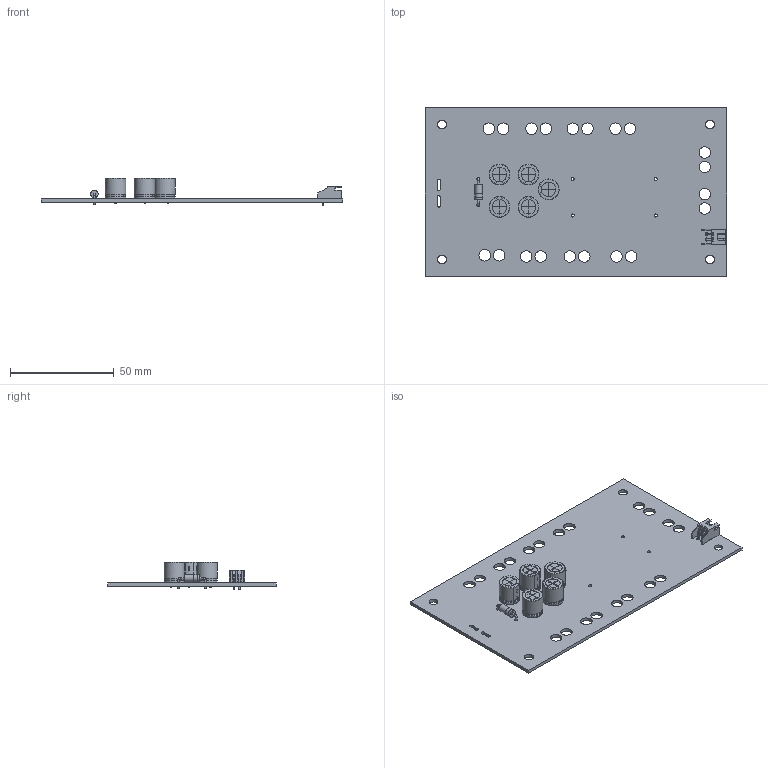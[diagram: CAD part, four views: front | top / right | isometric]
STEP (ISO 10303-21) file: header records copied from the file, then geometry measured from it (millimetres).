
FILE_DESCRIPTION(('KiCad electronic assembly'),'2;1');
FILE_NAME('Power_Board.step','2025-03-19T14:35:37',('Pcbnew'),('Kicad'), 'Open CASCADE STEP processor 7.7','KiCad to STEP converter','Unknown' );
FILE_SCHEMA(('AUTOMOTIVE_DESIGN { 1 0 10303 214 1 1 1 1 }'));
Length unit declared in the file: millimetre
Products named in the file (8): Power_Board 1; CP_Radial_D10.0mm_P3.50mm; CP_Radial_D100mm_P350mm; D_DO-15_P12.70mm_Horizontal; JST_XH_S2B-XH-A_1x02_P2.50mm_Horizontal; JST_S2B_XH_A; _autosave-ROV_PCB
Assembly tree (11 placements, depth 3):
  Power_Board 1
    CP_Radial_D10.0mm_P3.50mm  x5
      CP_Radial_D100mm_P350mm
    D_DO-15_P12.70mm_Horizontal
      D_DO-15_P12.70mm_Horizontal
    JST_XH_S2B-XH-A_1x02_P2.50mm_Horizontal
      JST_S2B_XH_A
    _autosave-ROV_PCB
Bounding box: 145 x 81 x 13.4 mm (x, y, z)
Volume: 21940.5 mm3; surface area: 27347.5 mm2
Topology: 8 solids, 13 shells, 416 faces, 1067 edges, 700 vertices
Faces by surface type: plane 228, cylinder 131, bspline 25, revolution 20, torus 12
Full cylindrical faces by diameter (mm): 0.5 x10, 0.9 x4, 1.5 x8, 2 x10, 3.6 x2, 3.62 x1, 4.3 x4, 5.5 x20
Entity records: 9088 total; most frequent: CARTESIAN_POINT 1911, DIRECTION 1200, ORIENTED_EDGE 1182, EDGE_CURVE 591, AXIS2_PLACEMENT_3D 399, LINE 398, VECTOR 398, VERTEX_POINT 388
